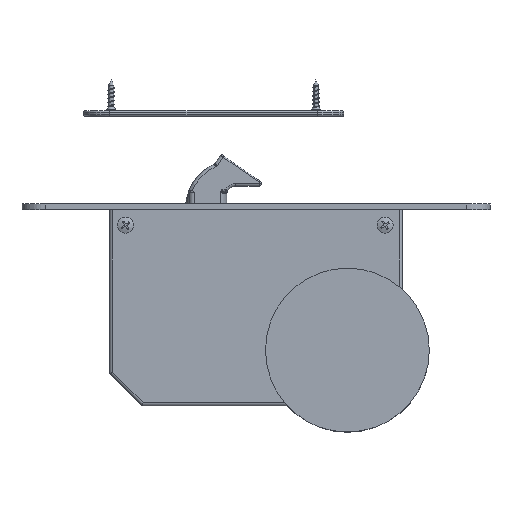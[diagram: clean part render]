
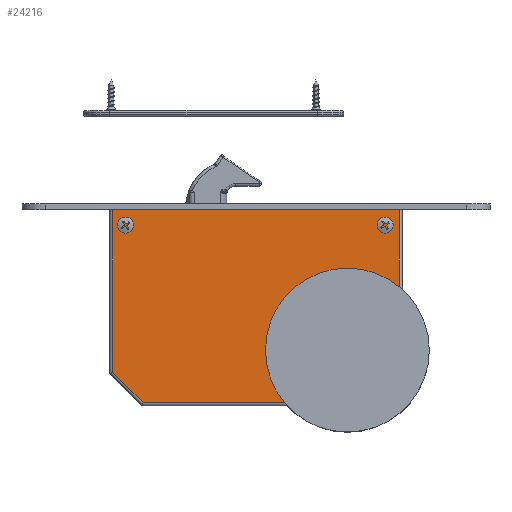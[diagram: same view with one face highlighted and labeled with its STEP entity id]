
A CAD part, top view. The second image highlights one B-rep face of the part: STEP entity #24216.
In plain terms, the highlighted planar face has unit normal (0, 0, 1).
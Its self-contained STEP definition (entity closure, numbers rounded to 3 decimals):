
#294=PLANE('',#25601);
#1228=FACE_OUTER_BOUND('',#2548,.T.);
#2548=EDGE_LOOP('',(#16450,#16451,#16452,#16453,#16454,#16455));
#5288=LINE('',#45179,#7587);
#5299=LINE('',#45237,#7598);
#5300=LINE('',#45239,#7599);
#5301=LINE('',#45241,#7600);
#5302=LINE('',#45243,#7601);
#5303=LINE('',#45244,#7602);
#7587=VECTOR('',#27926,10.);
#7598=VECTOR('',#27957,10.);
#7599=VECTOR('',#27958,10.);
#7600=VECTOR('',#27959,10.);
#7601=VECTOR('',#27960,10.);
#7602=VECTOR('',#27961,10.);
#9924=VERTEX_POINT('',#45176);
#9925=VERTEX_POINT('',#45178);
#9940=VERTEX_POINT('',#45236);
#9941=VERTEX_POINT('',#45238);
#9942=VERTEX_POINT('',#45240);
#9943=VERTEX_POINT('',#45242);
#12500=EDGE_CURVE('',#9925,#9924,#5288,.T.);
#12518=EDGE_CURVE('',#9925,#9940,#5299,.T.);
#12519=EDGE_CURVE('',#9941,#9924,#5300,.T.);
#12520=EDGE_CURVE('',#9942,#9941,#5301,.T.);
#12521=EDGE_CURVE('',#9943,#9942,#5302,.T.);
#12522=EDGE_CURVE('',#9940,#9943,#5303,.T.);
#16450=ORIENTED_EDGE('',*,*,#12518,.F.);
#16451=ORIENTED_EDGE('',*,*,#12500,.T.);
#16452=ORIENTED_EDGE('',*,*,#12519,.F.);
#16453=ORIENTED_EDGE('',*,*,#12520,.F.);
#16454=ORIENTED_EDGE('',*,*,#12521,.F.);
#16455=ORIENTED_EDGE('',*,*,#12522,.F.);
#24216=ADVANCED_FACE('',(#1228),#294,.T.);
#25601=AXIS2_PLACEMENT_3D('',#45235,#27955,#27956);
#27926=DIRECTION('',(-1.,0.,0.));
#27955=DIRECTION('center_axis',(0.,0.,
1.));
#27956=DIRECTION('ref_axis',(-1.,0.,0.));
#27957=DIRECTION('',(0.,-1.,0.));
#27958=DIRECTION('',(0.,1.,0.));
#27959=DIRECTION('',(-0.707,0.707,0.));
#27960=DIRECTION('',(-1.,0.,0.));
#27961=DIRECTION('',(-0.707,-0.707,0.));
#45176=CARTESIAN_POINT('',(104.311,-229.393,220.422));
#45178=CARTESIAN_POINT('',(202.311,-229.393,220.422));
#45179=CARTESIAN_POINT('',(103.311,-229.393,220.422));
#45235=CARTESIAN_POINT('Origin',(153.311,-261.392,220.422));
#45236=CARTESIAN_POINT('',(202.311,-284.978,220.422));
#45237=CARTESIAN_POINT('',(202.311,-273.392,220.422));
#45238=CARTESIAN_POINT('',(104.311,-284.978,220.422));
#45239=CARTESIAN_POINT('',(104.311,-245.392,220.422));
#45240=CARTESIAN_POINT('',(114.726,-295.393,220.422));
#45241=CARTESIAN_POINT('',(110.518,-291.185,220.422));
#45242=CARTESIAN_POINT('',(191.897,-295.393,220.422));
#45243=CARTESIAN_POINT('',(133.811,-295.393,220.422));
#45244=CARTESIAN_POINT('',(190.604,-296.685,220.422));
